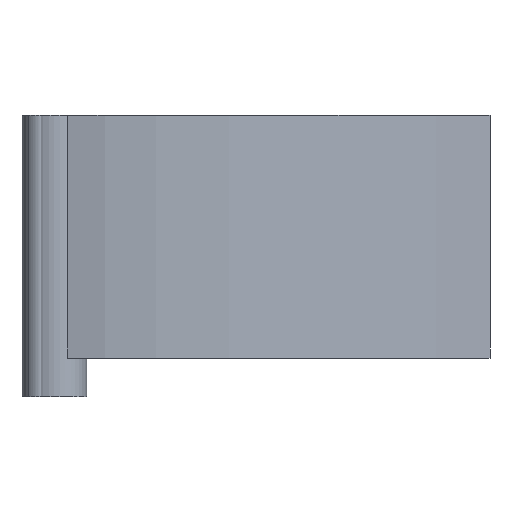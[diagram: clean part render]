
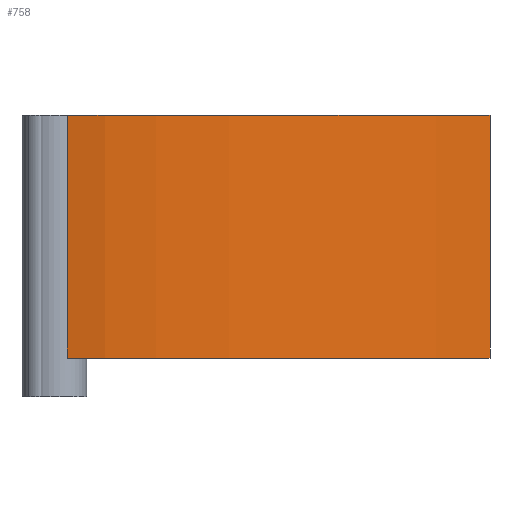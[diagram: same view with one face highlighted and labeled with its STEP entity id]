
A CAD part, front view. The second image highlights one B-rep face of the part: STEP entity #758.
In plain terms, the highlighted free-form (B-spline) face has degree [3, 1] with [9, 2] control points.
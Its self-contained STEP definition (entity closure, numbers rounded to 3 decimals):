
#54 = CARTESIAN_POINT ( 'NONE',  ( 290., 0., 700. ) ) ;
#65 = B_SPLINE_SURFACE_WITH_KNOTS ( 'NONE', 3, 1, ( 
 ( #168, #864 ),
 ( #384, #1252 ),
 ( #1067, #961 ),
 ( #1240, #73 ),
 ( #947, #561 ),
 ( #1161, #470 ),
 ( #1143, #673 ),
 ( #851, #1137 ),
 ( #571, #368 ) ),
 .UNSPECIFIED., .F., .F., .F.,
 ( 4, 1, 1, 1, 1, 1, 4 ),
 ( 2, 2 ),
 ( 0.126, 0.174, 0.286, 0.486, 0.634, 0.786, 1. ),
 ( 0., 1. ),
 .UNSPECIFIED. ) ;
#68 = EDGE_CURVE ( 'NONE', #489, #1045, #321, .T. ) ;
#71 = B_SPLINE_CURVE_WITH_KNOTS ( 'NONE', 3,
 ( #867, #1155, #280, #1060, #869, #1255, #551, #945, #54 ),
 .UNSPECIFIED., .F., .F.,
 ( 4, 1, 1, 1, 1, 1, 4 ),
 ( 0.126, 0.174, 0.286, 0.486, 0.634, 0.786, 1. ),
 .UNSPECIFIED. ) ;
#73 = CARTESIAN_POINT ( 'NONE',  ( 85.705, -27.038, 550. ) ) ;
#168 = CARTESIAN_POINT ( 'NONE',  ( 29.081, -21.445, 700. ) ) ;
#198 = ORIENTED_EDGE ( 'NONE', *, *, #969, .T. ) ;
#223 = CARTESIAN_POINT ( 'NONE',  ( 290., 0., 700. ) ) ;
#253 = CARTESIAN_POINT ( 'NONE',  ( 29.081, -21.445, 700. ) ) ;
#257 = CARTESIAN_POINT ( 'NONE',  ( 290., 0., 700. ) ) ;
#269 = CARTESIAN_POINT ( 'NONE',  ( 290., 0., 550. ) ) ;
#280 = CARTESIAN_POINT ( 'NONE',  ( 49.4, -25.47, 700. ) ) ;
#298 = CARTESIAN_POINT ( 'NONE',  ( 33.694, -22.621, 550. ) ) ;
#321 = LINE ( 'NONE', #223, #1075 ) ;
#361 = FACE_OUTER_BOUND ( 'NONE', #477, .T. ) ;
#368 = CARTESIAN_POINT ( 'NONE',  ( 290., 0., 550. ) ) ;
#384 = CARTESIAN_POINT ( 'NONE',  ( 33.694, -22.621, 700. ) ) ;
#398 = CARTESIAN_POINT ( 'NONE',  ( 290., 0., 550. ) ) ;
#403 = ORIENTED_EDGE ( 'NONE', *, *, #1082, .F. ) ;
#438 = VERTEX_POINT ( 'NONE', #950 ) ;
#470 = CARTESIAN_POINT ( 'NONE',  ( 181.28, -14.972, 550. ) ) ;
#477 = EDGE_LOOP ( 'NONE', ( #198, #808, #988, #403 ) ) ;
#489 = VERTEX_POINT ( 'NONE', #257 ) ;
#510 = CARTESIAN_POINT ( 'NONE',  ( 268.464, -0.975, 550. ) ) ;
#529 = CARTESIAN_POINT ( 'NONE',  ( 29.081, -21.445, 550. ) ) ;
#551 = CARTESIAN_POINT ( 'NONE',  ( 232.134, -6.308, 700. ) ) ;
#561 = CARTESIAN_POINT ( 'NONE',  ( 131.769, -22.629, 550. ) ) ;
#571 = CARTESIAN_POINT ( 'NONE',  ( 290., 0., 700. ) ) ;
#579 = CARTESIAN_POINT ( 'NONE',  ( 181.28, -14.972, 550. ) ) ;
#641 = DIRECTION ( 'NONE',  ( 0., 0., -1. ) ) ;
#673 = CARTESIAN_POINT ( 'NONE',  ( 232.134, -6.308, 550. ) ) ;
#680 = VECTOR ( 'NONE', #641, 1000. ) ;
#710 = VERTEX_POINT ( 'NONE', #529 ) ;
#758 = ADVANCED_FACE ( 'NONE', ( #361 ), #65, .F. ) ;
#793 = CARTESIAN_POINT ( 'NONE',  ( 131.769, -22.629, 550. ) ) ;
#796 = EDGE_CURVE ( 'NONE', #710, #1045, #1144, .T. ) ;
#808 = ORIENTED_EDGE ( 'NONE', *, *, #796, .T. ) ;
#851 = CARTESIAN_POINT ( 'NONE',  ( 268.464, -0.975, 700. ) ) ;
#864 = CARTESIAN_POINT ( 'NONE',  ( 29.081, -21.445, 550. ) ) ;
#867 = CARTESIAN_POINT ( 'NONE',  ( 29.081, -21.445, 700. ) ) ;
#869 = CARTESIAN_POINT ( 'NONE',  ( 131.769, -22.629, 700. ) ) ;
#903 = CARTESIAN_POINT ( 'NONE',  ( 232.134, -6.308, 550. ) ) ;
#939 = LINE ( 'NONE', #253, #680 ) ;
#945 = CARTESIAN_POINT ( 'NONE',  ( 268.464, -0.975, 700. ) ) ;
#947 = CARTESIAN_POINT ( 'NONE',  ( 131.769, -22.629, 700. ) ) ;
#950 = CARTESIAN_POINT ( 'NONE',  ( 29.081, -21.445, 700. ) ) ;
#961 = CARTESIAN_POINT ( 'NONE',  ( 49.4, -25.47, 550. ) ) ;
#969 = EDGE_CURVE ( 'NONE', #438, #710, #939, .T. ) ;
#988 = ORIENTED_EDGE ( 'NONE', *, *, #68, .F. ) ;
#1045 = VERTEX_POINT ( 'NONE', #269 ) ;
#1060 = CARTESIAN_POINT ( 'NONE',  ( 85.705, -27.038, 700. ) ) ;
#1067 = CARTESIAN_POINT ( 'NONE',  ( 49.4, -25.47, 700. ) ) ;
#1075 = VECTOR ( 'NONE', #1205, 1000. ) ;
#1081 = CARTESIAN_POINT ( 'NONE',  ( 29.081, -21.445, 550. ) ) ;
#1082 = EDGE_CURVE ( 'NONE', #438, #489, #71, .T. ) ;
#1137 = CARTESIAN_POINT ( 'NONE',  ( 268.464, -0.975, 550. ) ) ;
#1143 = CARTESIAN_POINT ( 'NONE',  ( 232.134, -6.308, 700. ) ) ;
#1144 = B_SPLINE_CURVE_WITH_KNOTS ( 'NONE', 3,
 ( #1081, #298, #1267, #1168, #793, #579, #903, #510, #398 ),
 .UNSPECIFIED., .F., .F.,
 ( 4, 1, 1, 1, 1, 1, 4 ),
 ( 0.126, 0.174, 0.286, 0.486, 0.634, 0.786, 1. ),
 .UNSPECIFIED. ) ;
#1155 = CARTESIAN_POINT ( 'NONE',  ( 33.694, -22.621, 700. ) ) ;
#1161 = CARTESIAN_POINT ( 'NONE',  ( 181.28, -14.972, 700. ) ) ;
#1168 = CARTESIAN_POINT ( 'NONE',  ( 85.705, -27.038, 550. ) ) ;
#1205 = DIRECTION ( 'NONE',  ( 0., 0., -1. ) ) ;
#1240 = CARTESIAN_POINT ( 'NONE',  ( 85.705, -27.038, 700. ) ) ;
#1252 = CARTESIAN_POINT ( 'NONE',  ( 33.694, -22.621, 550. ) ) ;
#1255 = CARTESIAN_POINT ( 'NONE',  ( 181.28, -14.972, 700. ) ) ;
#1267 = CARTESIAN_POINT ( 'NONE',  ( 49.4, -25.47, 550. ) ) ;
